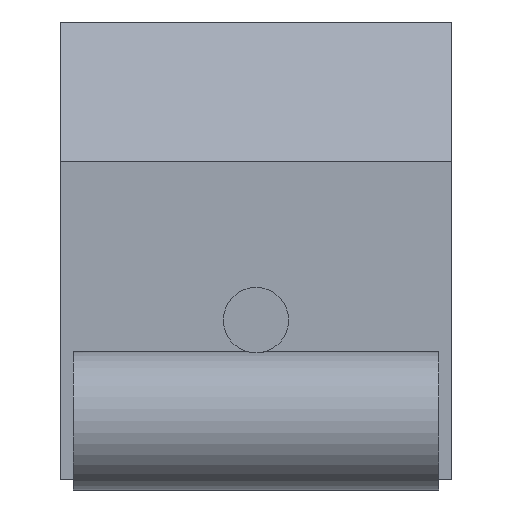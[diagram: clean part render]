
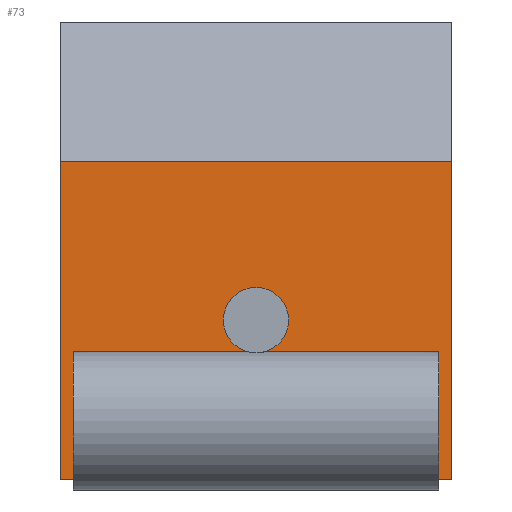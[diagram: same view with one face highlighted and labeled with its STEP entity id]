
A CAD part, left-side view. The second image highlights one B-rep face of the part: STEP entity #73.
In plain terms, the highlighted planar face has unit normal (-1, 0, 0).
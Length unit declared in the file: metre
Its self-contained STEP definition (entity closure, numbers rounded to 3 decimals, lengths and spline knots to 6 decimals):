
#73 = ADVANCED_FACE( '', ( #149, #150 ), #151, .T. );
#149 = FACE_BOUND( '', #217, .T. );
#150 = FACE_OUTER_BOUND( '', #218, .T. );
#151 = PLANE( '', #219 );
#217 = EDGE_LOOP( '', ( #331 ) );
#218 = EDGE_LOOP( '', ( #332, #333, #334, #335 ) );
#219 = AXIS2_PLACEMENT_3D( '', #336, #337, #338 );
#331 = ORIENTED_EDGE( '', *, *, #378, .F. );
#332 = ORIENTED_EDGE( '', *, *, #361, .F. );
#333 = ORIENTED_EDGE( '', *, *, #373, .T. );
#334 = ORIENTED_EDGE( '', *, *, #376, .F. );
#335 = ORIENTED_EDGE( '', *, *, #370, .F. );
#336 = CARTESIAN_POINT( '', ( -0.0073, 0., 0.0035 ) );
#337 = DIRECTION( '', ( -1., 0., 0. ) );
#338 = DIRECTION( '', ( 0., 0., 1. ) );
#361 = EDGE_CURVE( '', #416, #417, #418, .T. );
#370 = EDGE_CURVE( '', #417, #429, #430, .T. );
#373 = EDGE_CURVE( '', #416, #433, #434, .T. );
#376 = EDGE_CURVE( '', #429, #433, #437, .T. );
#378 = EDGE_CURVE( '', #439, #439, #440, .T. );
#416 = VERTEX_POINT( '', #559 );
#417 = VERTEX_POINT( '', #560 );
#418 = LINE( '', #561, #562 );
#429 = VERTEX_POINT( '', #578 );
#430 = LINE( '', #579, #580 );
#433 = VERTEX_POINT( '', #584 );
#434 = LINE( '', #585, #586 );
#437 = LINE( '', #590, #591 );
#439 = VERTEX_POINT( '', #593 );
#440 = CIRCLE( '', #594, 0.00025 );
#559 = CARTESIAN_POINT( '', ( -0.0073, 0.0015, 0.002436 ) );
#560 = CARTESIAN_POINT( '', ( -0.0073, -0.0015, 0.002436 ) );
#561 = CARTESIAN_POINT( '', ( -0.0073, 0.001502, 0.002436 ) );
#562 = VECTOR( '', #622, 1. );
#578 = CARTESIAN_POINT( '', ( -0.0073, -0.0015, 0. ) );
#579 = CARTESIAN_POINT( '', ( -0.0073, -0.0015, 0.0035 ) );
#580 = VECTOR( '', #628, 1. );
#584 = CARTESIAN_POINT( '', ( -0.0073, 0.0015, 0. ) );
#585 = CARTESIAN_POINT( '', ( -0.0073, 0.0015, 0.0035 ) );
#586 = VECTOR( '', #630, 1. );
#590 = CARTESIAN_POINT( '', ( -0.0073, 0., 0. ) );
#591 = VECTOR( '', #632, 1. );
#593 = CARTESIAN_POINT( '', ( -0.0073, 0., 0.001468 ) );
#594 = AXIS2_PLACEMENT_3D( '', #633, #634, #635 );
#622 = DIRECTION( '', ( 0., -1., 0. ) );
#628 = DIRECTION( '', ( 0., 0., -1. ) );
#630 = DIRECTION( '', ( 0., 0., -1. ) );
#632 = DIRECTION( '', ( 0., 1., 0. ) );
#633 = CARTESIAN_POINT( '', ( -0.0073, 0., 0.001218 ) );
#634 = DIRECTION( '', ( -1., 0., 0. ) );
#635 = DIRECTION( '', ( 0., 0., 1. ) );
